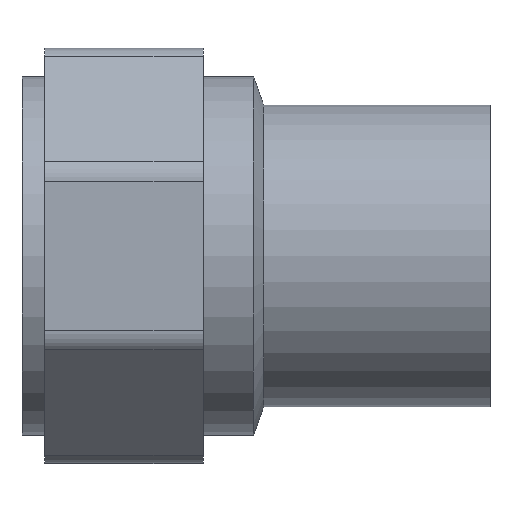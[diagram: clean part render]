
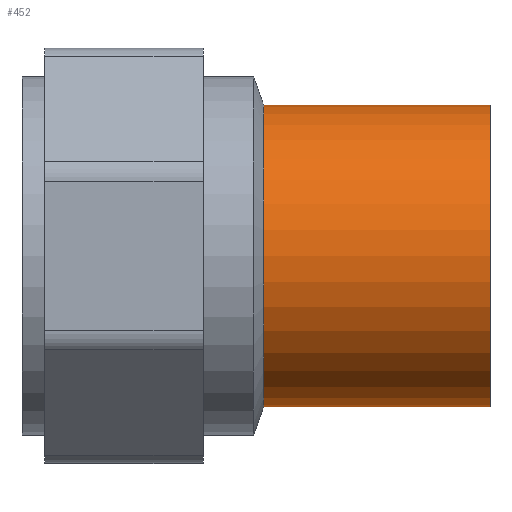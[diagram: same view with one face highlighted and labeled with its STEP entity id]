
A CAD part, top view. The second image highlights one B-rep face of the part: STEP entity #452.
In plain terms, the highlighted cylindrical face has radius 20 mm (diameter 40 mm), a partial arc.
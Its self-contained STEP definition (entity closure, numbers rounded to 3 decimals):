
#302 = EDGE_CURVE( '', #494, #382, #709, .T. );
#304 = VERTEX_POINT( '', #711 );
#382 = VERTEX_POINT( '', #798 );
#386 = EDGE_CURVE( '', #456, #494, #802, .T. );
#432 = EDGE_CURVE( '', #304, #382, #854, .T. );
#452 = ADVANCED_FACE( '', ( #875 ), #876, .T. );
#456 = VERTEX_POINT( '', #881 );
#494 = VERTEX_POINT( '', #922 );
#502 = EDGE_CURVE( '', #304, #456, #930, .T. );
#709 = LINE( '', #1176, #1177 );
#711 = CARTESIAN_POINT( '', ( -30., -20., 0. ) );
#798 = CARTESIAN_POINT( '', ( -30., 20., 0. ) );
#802 = CIRCLE( '', #1301, 20. );
#854 = CIRCLE( '', #1368, 20. );
#875 = FACE_OUTER_BOUND( '', #1395, .T. );
#876 = CYLINDRICAL_SURFACE( '', #1396, 20. );
#881 = CARTESIAN_POINT( '', ( 0., -20., 0. ) );
#922 = CARTESIAN_POINT( '', ( 0., 20., 0. ) );
#930 = LINE( '', #1465, #1466 );
#1176 = CARTESIAN_POINT( '', ( -15., 20., 0. ) );
#1177 = VECTOR( '', #1723, 1. );
#1301 = AXIS2_PLACEMENT_3D( '', #1833, #1834, #1835 );
#1368 = AXIS2_PLACEMENT_3D( '', #1892, #1893, #1894 );
#1395 = EDGE_LOOP( '', ( #1912, #1913, #1914, #1915 ) );
#1396 = AXIS2_PLACEMENT_3D( '', #1916, #1917, #1918 );
#1465 = CARTESIAN_POINT( '', ( -15., -20., 0. ) );
#1466 = VECTOR( '', #1979, 1. );
#1723 = DIRECTION( '', ( -1., 0., 0. ) );
#1833 = CARTESIAN_POINT( '', ( 0., 0., 0. ) );
#1834 = DIRECTION( '', ( -1., 0., 0. ) );
#1835 = DIRECTION( '', ( 0., 1., 0. ) );
#1892 = CARTESIAN_POINT( '', ( -30., 0., 0. ) );
#1893 = DIRECTION( '', ( -1., 0., 0. ) );
#1894 = DIRECTION( '', ( 0., 1., 0. ) );
#1912 = ORIENTED_EDGE( '', *, *, #302, .T. );
#1913 = ORIENTED_EDGE( '', *, *, #432, .F. );
#1914 = ORIENTED_EDGE( '', *, *, #502, .T. );
#1915 = ORIENTED_EDGE( '', *, *, #386, .T. );
#1916 = CARTESIAN_POINT( '', ( -15., 0., 0. ) );
#1917 = DIRECTION( '', ( 1., 0., 0. ) );
#1918 = DIRECTION( '', ( 0., 1., 0. ) );
#1979 = DIRECTION( '', ( 1., 0., 0. ) );
